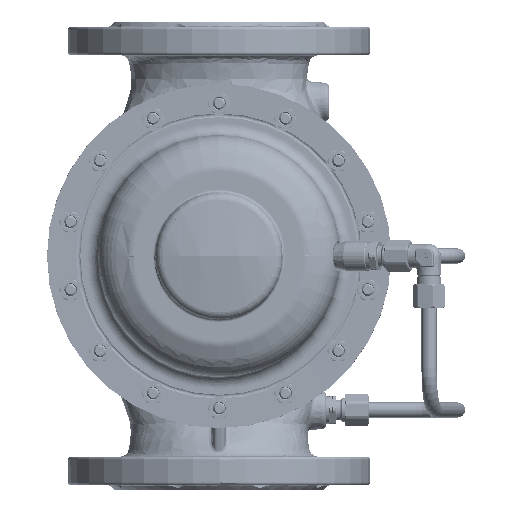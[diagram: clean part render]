
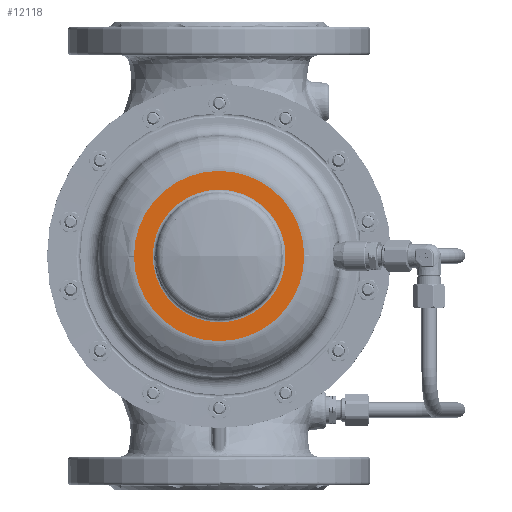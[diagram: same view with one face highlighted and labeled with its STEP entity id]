
A CAD part, front view. The second image highlights one B-rep face of the part: STEP entity #12118.
In plain terms, the highlighted planar face has unit normal (0, -1, 0).
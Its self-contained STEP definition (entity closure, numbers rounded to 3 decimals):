
#9844=CARTESIAN_POINT('',(0.,-47.,0.));
#9845=DIRECTION('',(0.,-1.,0.));
#9846=DIRECTION('',(1.,0.,0.));
#9847=AXIS2_PLACEMENT_3D('',#9844,#9845,#9846);
#9854=CARTESIAN_POINT('',(0.,-47.,0.));
#9855=DIRECTION('',(0.,-1.,0.));
#9856=DIRECTION('',(-1.,0.,0.));
#9857=AXIS2_PLACEMENT_3D('',#9854,#9855,#9856);
#9886=CARTESIAN_POINT('',(0.,-47.,0.));
#9887=DIRECTION('',(0.,1.,0.));
#9888=DIRECTION('',(-1.,0.,0.));
#9889=AXIS2_PLACEMENT_3D('',#9886,#9887,#9888);
#9891=CARTESIAN_POINT('',(0.,-47.,0.));
#9892=DIRECTION('',(0.,1.,0.));
#9893=DIRECTION('',(1.,0.,0.));
#9894=AXIS2_PLACEMENT_3D('',#9891,#9892,#9893);
#9896=CARTESIAN_POINT('',(0.,-47.,0.));
#9897=DIRECTION('',(0.,-1.,0.));
#9898=DIRECTION('',(-1.,0.,0.));
#9899=AXIS2_PLACEMENT_3D('',#9896,#9897,#9898);
#9901=CARTESIAN_POINT('',(0.,-47.,0.));
#9902=DIRECTION('',(0.,-1.,0.));
#9903=DIRECTION('',(1.,0.,0.));
#9904=AXIS2_PLACEMENT_3D('',#9901,#9902,#9903);
#9906=CARTESIAN_POINT('',(0.,-47.,0.));
#9907=DIRECTION('',(0.,1.,0.));
#9908=DIRECTION('',(1.,0.,0.));
#9909=AXIS2_PLACEMENT_3D('',#9906,#9907,#9908);
#9916=CARTESIAN_POINT('',(0.,-47.,0.));
#9917=DIRECTION('',(0.,1.,0.));
#9918=DIRECTION('',(-1.,0.,0.));
#9919=AXIS2_PLACEMENT_3D('',#9916,#9917,#9918);
#10952=CARTESIAN_POINT('',(56.383,-47.,0.));
#10953=VERTEX_POINT('',#10952);
#10954=CARTESIAN_POINT('',(-56.383,-47.,0.006));
#10955=CARTESIAN_POINT('',(56.381,-47.,0.418));
#10956=VERTEX_POINT('',#10954);
#10957=VERTEX_POINT('',#10955);
#10960=CARTESIAN_POINT('',(-56.381,-47.,-0.418));
#10961=VERTEX_POINT('',#10960);
#10962=CARTESIAN_POINT('',(-43.947,-47.,-0.012));
#10963=CARTESIAN_POINT('',(43.944,-47.,-0.521));
#10964=VERTEX_POINT('',#10962);
#10965=VERTEX_POINT('',#10963);
#10966=CARTESIAN_POINT('',(43.947,-47.,0.012));
#10967=VERTEX_POINT('',#10966);
#10968=CARTESIAN_POINT('',(-43.944,-47.,0.521));
#10969=VERTEX_POINT('',#10968);
#12097=CARTESIAN_POINT('',(0.,-47.,0.));
#12098=DIRECTION('',(0.,-1.,0.));
#12099=DIRECTION('',(-1.,0.,0.));
#12100=AXIS2_PLACEMENT_3D('',#12097,#12098,#12099);
#12101=PLANE('',#12100);
#12102=ORIENTED_EDGE('',*,*,#12059,.T.);
#12103=ORIENTED_EDGE('',*,*,#12057,.F.);
#12104=ORIENTED_EDGE('',*,*,#12078,.T.);
#12105=ORIENTED_EDGE('',*,*,#12076,.F.);
#12106=EDGE_LOOP('',(#12102,#12103,#12104,#12105));
#12107=FACE_OUTER_BOUND('',#12106,.F.);
#12109=ORIENTED_EDGE('',*,*,#12108,.T.);
#12111=ORIENTED_EDGE('',*,*,#12110,.F.);
#12113=ORIENTED_EDGE('',*,*,#12112,.T.);
#12115=ORIENTED_EDGE('',*,*,#12114,.F.);
#12116=EDGE_LOOP('',(#12109,#12111,#12113,#12115));
#12117=FACE_BOUND('',#12116,.F.);
#12118=ADVANCED_FACE('',(#12107,#12117),#12101,.T.);
#9848=CIRCLE('',#9847,56.383);
#9858=CIRCLE('',#9857,56.383);
#9890=CIRCLE('',#9889,56.383);
#9895=CIRCLE('',#9894,56.383);
#9900=CIRCLE('',#9899,43.947);
#9905=CIRCLE('',#9904,43.947);
#9910=CIRCLE('',#9909,43.947);
#9920=CIRCLE('',#9919,43.947);
#12057=EDGE_CURVE('',#10953,#10957,#9848,.T.);
#12059=EDGE_CURVE('',#10956,#10957,#9890,.T.);
#12076=EDGE_CURVE('',#10956,#10961,#9858,.T.);
#12078=EDGE_CURVE('',#10953,#10961,#9895,.T.);
#12108=EDGE_CURVE('',#10964,#10965,#9900,.T.);
#12110=EDGE_CURVE('',#10967,#10965,#9910,.T.);
#12112=EDGE_CURVE('',#10967,#10969,#9905,.T.);
#12114=EDGE_CURVE('',#10964,#10969,#9920,.T.);
